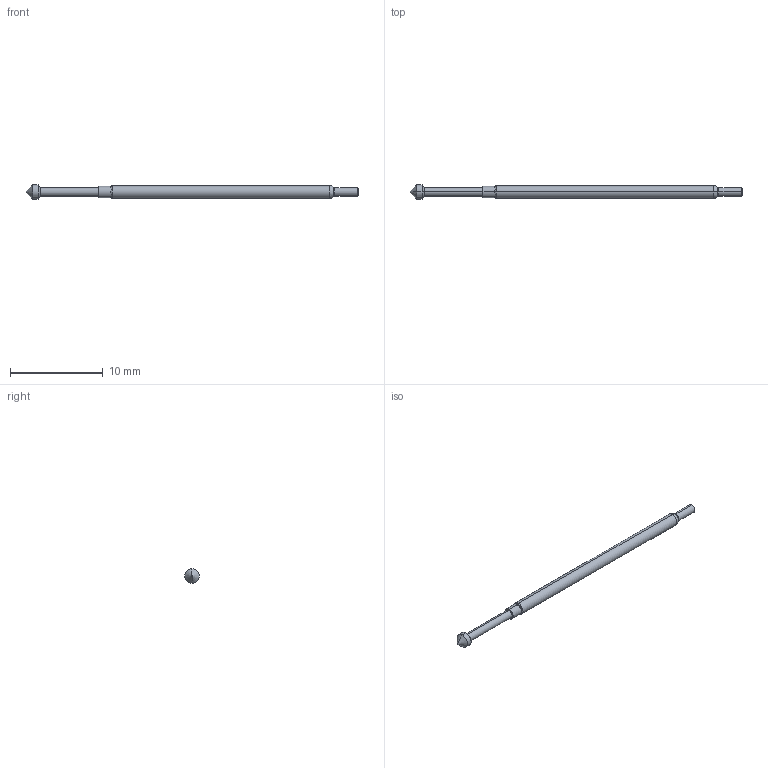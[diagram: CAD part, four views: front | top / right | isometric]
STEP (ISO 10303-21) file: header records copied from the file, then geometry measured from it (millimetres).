
FILE_DESCRIPTION (( 'STEP AP214' ), '1' );
FILE_NAME ('X75-PRP2501_.STEP', '2016-04-11T18:43:17', ( 'spare' ), ( '' ), 'SwSTEP 2.0', 'SolidWorks 2016', '' );
FILE_SCHEMA (( 'AUTOMOTIVE_DESIGN' ));
Length unit declared in the file: inch
Products named in the file (1): X75-PRP2501_
Bounding box: 35.81 x 1.57 x 1.57 mm (x, y, z)
Volume: 44.5 mm3; surface area: 142.2 mm2
Topology: 1 solids, 1 shells, 29 faces, 56 edges, 30 vertices
Faces by surface type: cylinder 10, cone 8, torus 8, plane 3
Entity records: 1149 total; most frequent: DIRECTION 154, CARTESIAN_POINT 116, ORIENTED_EDGE 112, AXIS2_PLACEMENT_3D 68, EDGE_CURVE 56, CIRCLE 38, LENGTH_MEASURE_WITH_UNIT 32, DIMENSIONAL_EXPONENTS 32
